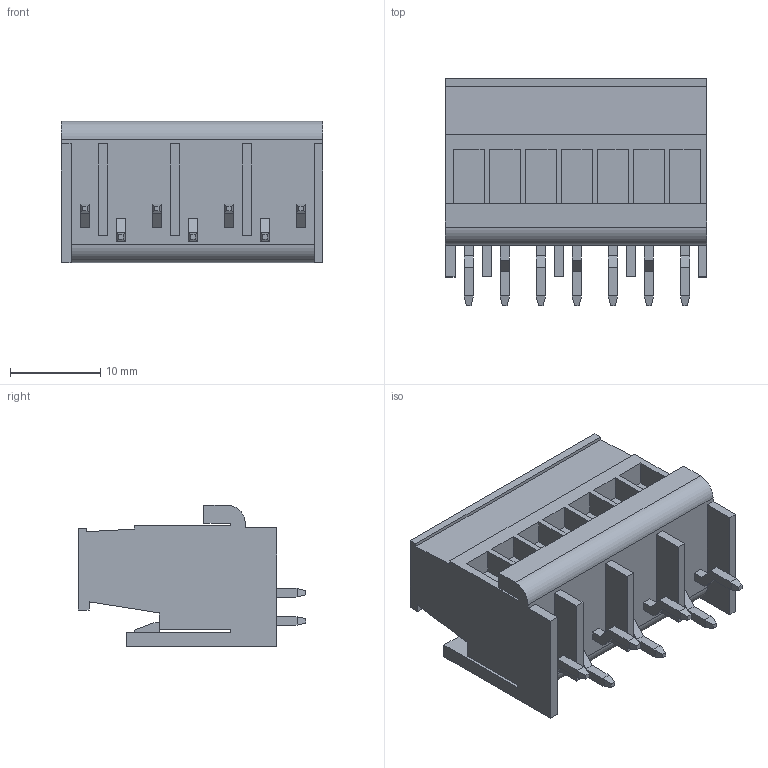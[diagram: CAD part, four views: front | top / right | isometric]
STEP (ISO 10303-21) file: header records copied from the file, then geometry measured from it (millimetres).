
FILE_DESCRIPTION(('CATIA V5 STEP Exchange','CAx-IF Rec.Pracs.--- Model Styling and Organization---1.4--- 2014-01-23'),'2;1');
FILE_NAME ('D1535787_0_2761010000_2761010000.stp','2022-05-18T03:24:13+00:00',('none'),('Weidmueller'),'CATIA Version 5-6 Release 2016 SP3 HF44','CATIA V5 STEP AP214','none');
FILE_SCHEMA(('AUTOMOTIVE_DESIGN { 1 0 10303 214 1 1 1 1 }'));
Length unit declared in the file: millimetre
Products named in the file (1): 2761010000
Bounding box: 29.03 x 25.24 x 15.7 mm (x, y, z)
Volume: 6059.4 mm3; surface area: 4420.5 mm2
Topology: 8 solids, 8 shells, 209 faces, 529 edges, 352 vertices
Faces by surface type: plane 193, cylinder 16
Entity records: 6198 total; most frequent: CARTESIAN_POINT 1169, ORIENTED_EDGE 1058, DIRECTION 865, EDGE_CURVE 529, VECTOR 497, LINE 497, VERTEX_POINT 352, EDGE_LOOP 227
